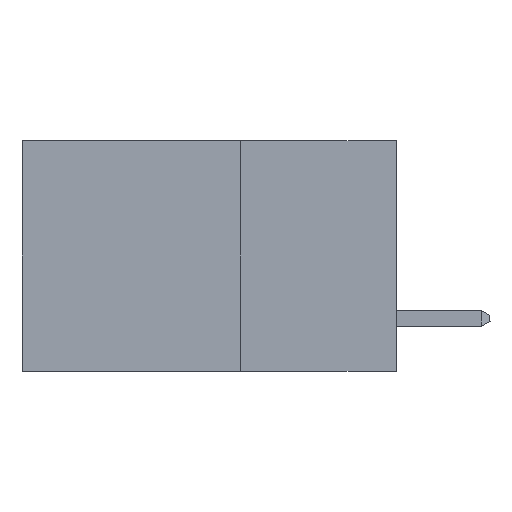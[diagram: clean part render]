
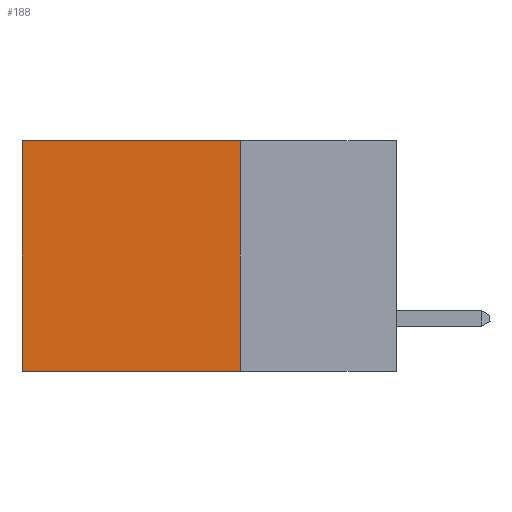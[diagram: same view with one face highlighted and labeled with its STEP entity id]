
A CAD part, left-side view. The second image highlights one B-rep face of the part: STEP entity #188.
In plain terms, the highlighted planar face has unit normal (-1, 0, 0).
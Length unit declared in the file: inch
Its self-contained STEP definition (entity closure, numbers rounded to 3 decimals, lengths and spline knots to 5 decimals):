
#188 = ADVANCED_FACE ( 'NONE', ( #7558 ), #12292, .F. ) ;
#307 = VERTEX_POINT ( 'NONE', #5976 ) ;
#541 = CARTESIAN_POINT ( 'NONE',  ( 0.298, 0.25, 0. ) ) ;
#1081 = LINE ( 'NONE', #2262, #6532 ) ;
#1315 = EDGE_CURVE ( 'NONE', #8092, #5438, #10027, .T. ) ;
#1358 = DIRECTION ( 'NONE',  ( 1., 0., 0. ) ) ;
#1392 = DIRECTION ( 'NONE',  ( 0., 0., -1. ) ) ;
#1509 = CARTESIAN_POINT ( 'NONE',  ( 0.298, 0.6, -0.37 ) ) ;
#1681 = VECTOR ( 'NONE', #1392, 39.37008 ) ;
#2262 = CARTESIAN_POINT ( 'NONE',  ( 0.298, 0.6, 0. ) ) ;
#2298 = CARTESIAN_POINT ( 'NONE',  ( 0.298, 0.25, -0.37 ) ) ;
#2303 = VECTOR ( 'NONE', #3127, 39.37008 ) ;
#2770 = EDGE_CURVE ( 'NONE', #307, #7814, #7749, .T. ) ;
#3069 = CARTESIAN_POINT ( 'NONE',  ( 0.298, 0.6, 0. ) ) ;
#3127 = DIRECTION ( 'NONE',  ( 0., 1., 0. ) ) ;
#3389 = ORIENTED_EDGE ( 'NONE', *, *, #4445, .T. ) ;
#3490 = CARTESIAN_POINT ( 'NONE',  ( 0.298, 0.25, 0. ) ) ;
#3533 = EDGE_CURVE ( 'NONE', #307, #8092, #9937, .T. ) ;
#4445 = EDGE_CURVE ( 'NONE', #7814, #5438, #1081, .T. ) ;
#5438 = VERTEX_POINT ( 'NONE', #1509 ) ;
#5976 = CARTESIAN_POINT ( 'NONE',  ( 0.298, 0.25, 0. ) ) ;
#6011 = ORIENTED_EDGE ( 'NONE', *, *, #2770, .T. ) ;
#6532 = VECTOR ( 'NONE', #8395, 39.37008 ) ;
#7136 = ORIENTED_EDGE ( 'NONE', *, *, #1315, .F. ) ;
#7361 = CARTESIAN_POINT ( 'NONE',  ( 0.298, 0.25, -0.37 ) ) ;
#7558 = FACE_OUTER_BOUND ( 'NONE', #11577, .T. ) ;
#7592 = DIRECTION ( 'NONE',  ( 0., 1., 0. ) ) ;
#7749 = LINE ( 'NONE', #3490, #2303 ) ;
#7814 = VERTEX_POINT ( 'NONE', #3069 ) ;
#8031 = DIRECTION ( 'NONE',  ( 0., 0., -1. ) ) ;
#8092 = VERTEX_POINT ( 'NONE', #2298 ) ;
#8395 = DIRECTION ( 'NONE',  ( 0., 0., -1. ) ) ;
#8528 = AXIS2_PLACEMENT_3D ( 'NONE', #541, #1358, #8031 ) ;
#9727 = VECTOR ( 'NONE', #7592, 39.37008 ) ;
#9937 = LINE ( 'NONE', #10635, #1681 ) ;
#10027 = LINE ( 'NONE', #7361, #9727 ) ;
#10635 = CARTESIAN_POINT ( 'NONE',  ( 0.298, 0.25, 0. ) ) ;
#11488 = ORIENTED_EDGE ( 'NONE', *, *, #3533, .F. ) ;
#11577 = EDGE_LOOP ( 'NONE', ( #3389, #7136, #11488, #6011 ) ) ;
#12292 = PLANE ( 'NONE',  #8528 ) ;
